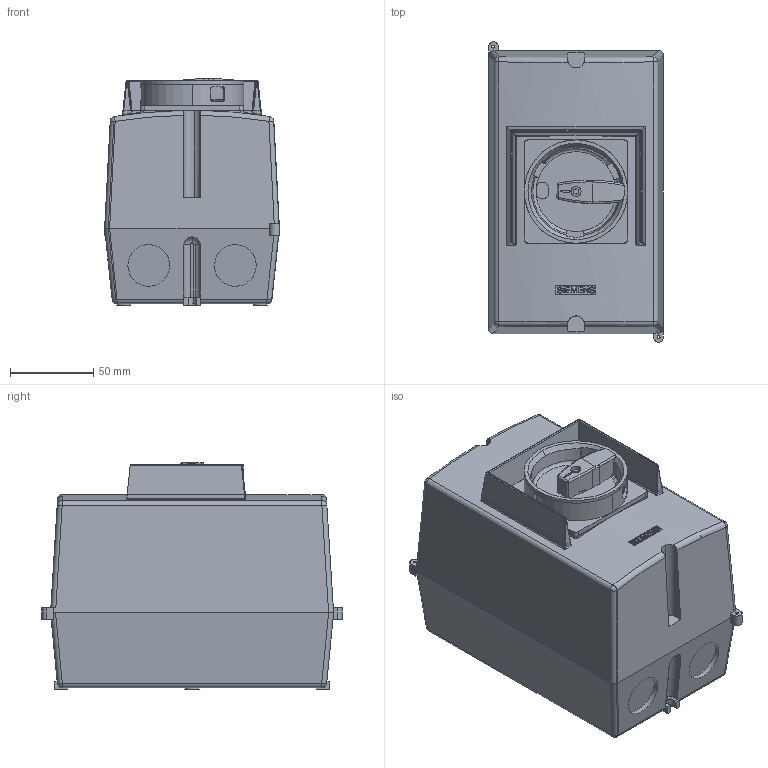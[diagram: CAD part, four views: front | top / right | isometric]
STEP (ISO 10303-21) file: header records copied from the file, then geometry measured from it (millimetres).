
FILE_DESCRIPTION(/* description */ (''),/* implementation_level */ '2;1');
FILE_NAME(/* name */ '3RV1_G_IC03_XX_03224_S-AA_G_IC03_XX_03224V_NX_RESULT.stp',/* time_stamp */ '2023-12-13T11:22:50+01:00',/* author */ (''),/* organization */ (''),/* preprocessor_version */ 'ST-DEVELOPER v18.102',/* originating_system */ 'SIEMENS PLM Software NX 2023',/* authorisation */ '');
FILE_SCHEMA (('AUTOMOTIVE_DESIGN { 1 0 10303 214 3 1 1 1 }'));
Length unit declared in the file: millimetre
Products named in the file (4): Drehschalter_neu_ggkr; gehäuse; Schaltergehaeuse_neu; 3RV1_G_IC03_XX_03224_S-AA_G_IC03_XX_03224V_RESULT_stp
Assembly tree (3 placements, depth 2):
  3RV1_G_IC03_XX_03224_S-AA_G_IC03_XX_03224V_RESULT_stp
    Schaltergehaeuse_neu
    gehäuse
    Drehschalter_neu_ggkr
Bounding box: 105.13 x 180.39 x 136.22 mm (x, y, z)
Volume: 1941153.9 mm3; surface area: 127553.2 mm2
Topology: 3 solids, 5 shells, 556 faces, 1463 edges, 927 vertices
Faces by surface type: plane 254, cylinder 203, torus 28, extrusion 22, cone 21, sphere 17, bspline 11
Entity records: 23310 total; most frequent: CARTESIAN_POINT 6232, ORIENTED_EDGE 2900, DIRECTION 2475, EDGE_CURVE 1450, VERTEX_POINT 927, AXIS2_PLACEMENT_3D 864, VECTOR 747, LINE 725
